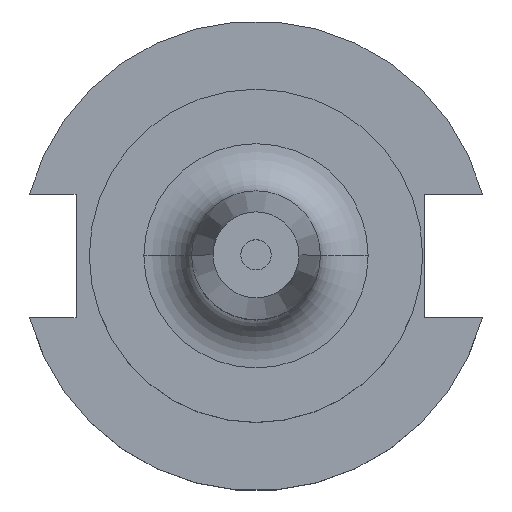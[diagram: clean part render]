
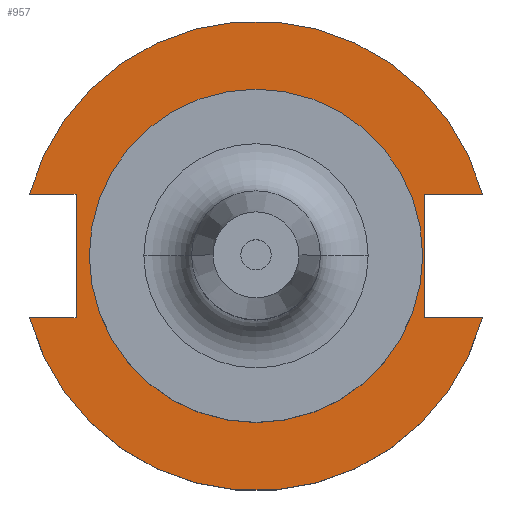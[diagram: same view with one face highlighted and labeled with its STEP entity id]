
A CAD part, top view. The second image highlights one B-rep face of the part: STEP entity #957.
In plain terms, the highlighted planar face has unit normal (0, 0, 1).
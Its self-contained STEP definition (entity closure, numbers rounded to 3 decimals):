
#5 = DIRECTION ( 'NONE',  ( 1., 0., 0. ) ) ;
#10 = CIRCLE ( 'NONE', #698, 49.212 ) ;
#28 = DIRECTION ( 'NONE',  ( 0., 0., 1. ) ) ;
#39 = CARTESIAN_POINT ( 'NONE',  ( 0., 0., 19.05 ) ) ;
#46 = CARTESIAN_POINT ( 'NONE',  ( -37.719, 12.954, 19.05 ) ) ;
#63 = VECTOR ( 'NONE', #589, 1000. ) ;
#95 = CARTESIAN_POINT ( 'NONE',  ( -47.477, -12.954, 19.05 ) ) ;
#113 = CARTESIAN_POINT ( 'NONE',  ( -63.719, 12.954, 19.05 ) ) ;
#115 = VECTOR ( 'NONE', #1594, 1000. ) ;
#125 = DIRECTION ( 'NONE',  ( 1., 0., 0. ) ) ;
#127 = VERTEX_POINT ( 'NONE', #1022 ) ;
#132 = DIRECTION ( 'NONE',  ( 0., 0., 1. ) ) ;
#140 = CARTESIAN_POINT ( 'NONE',  ( 0., 0., 19.05 ) ) ;
#148 = LINE ( 'NONE', #714, #835 ) ;
#150 = EDGE_CURVE ( 'NONE', #983, #1430, #148, .T. ) ;
#154 = EDGE_CURVE ( 'NONE', #1158, #677, #437, .T. ) ;
#187 = CARTESIAN_POINT ( 'NONE',  ( 0., 49.212, 19.05 ) ) ;
#190 = CARTESIAN_POINT ( 'NONE',  ( 47.477, -12.954, 19.05 ) ) ;
#195 = CIRCLE ( 'NONE', #1371, 49.212 ) ;
#274 = FACE_BOUND ( 'NONE', #333, .T. ) ;
#306 = ORIENTED_EDGE ( 'NONE', *, *, #1159, .T. ) ;
#333 = EDGE_LOOP ( 'NONE', ( #718, #1377 ) ) ;
#350 = VERTEX_POINT ( 'NONE', #1000 ) ;
#357 = CARTESIAN_POINT ( 'NONE',  ( 35.306, 12.954, 19.05 ) ) ;
#437 = LINE ( 'NONE', #659, #63 ) ;
#501 = LINE ( 'NONE', #1153, #115 ) ;
#513 = CARTESIAN_POINT ( 'NONE',  ( -34.925, 0., 19.05 ) ) ;
#534 = VERTEX_POINT ( 'NONE', #1244 ) ;
#542 = DIRECTION ( 'NONE',  ( -1., 0., 0. ) ) ;
#558 = EDGE_CURVE ( 'NONE', #350, #1158, #1222, .T. ) ;
#589 = DIRECTION ( 'NONE',  ( 0., -1., 0. ) ) ;
#600 = VERTEX_POINT ( 'NONE', #95 ) ;
#637 = ORIENTED_EDGE ( 'NONE', *, *, #1179, .F. ) ;
#659 = CARTESIAN_POINT ( 'NONE',  ( 35.306, 12.954, 19.05 ) ) ;
#666 = CIRCLE ( 'NONE', #1116, 34.925 ) ;
#677 = VERTEX_POINT ( 'NONE', #946 ) ;
#692 = ORIENTED_EDGE ( 'NONE', *, *, #794, .F. ) ;
#693 = DIRECTION ( 'NONE',  ( 0., 1., 0. ) ) ;
#698 = AXIS2_PLACEMENT_3D ( 'NONE', #1033, #1021, #1007 ) ;
#714 = CARTESIAN_POINT ( 'NONE',  ( -37.719, 12.954, 19.05 ) ) ;
#718 = ORIENTED_EDGE ( 'NONE', *, *, #1030, .F. ) ;
#739 = ORIENTED_EDGE ( 'NONE', *, *, #1416, .F. ) ;
#794 = EDGE_CURVE ( 'NONE', #600, #983, #501, .T. ) ;
#835 = VECTOR ( 'NONE', #693, 1000. ) ;
#940 = ORIENTED_EDGE ( 'NONE', *, *, #154, .F. ) ;
#946 = CARTESIAN_POINT ( 'NONE',  ( 35.306, -12.954, 19.05 ) ) ;
#951 = FACE_OUTER_BOUND ( 'NONE', #990, .T. ) ;
#957 = ADVANCED_FACE ( 'NONE', ( #274, #951 ), #1747, .T. ) ;
#983 = VERTEX_POINT ( 'NONE', #1637 ) ;
#990 = EDGE_LOOP ( 'NONE', ( #306, #637, #940, #1250, #1205, #739, #1399, #692 ) ) ;
#991 = DIRECTION ( 'NONE',  ( 1., 0., 0. ) ) ;
#996 = CARTESIAN_POINT ( 'NONE',  ( 35.306, -12.954, 19.05 ) ) ;
#1000 = CARTESIAN_POINT ( 'NONE',  ( 47.477, 12.954, 19.05 ) ) ;
#1007 = DIRECTION ( 'NONE',  ( 1., 0., 0. ) ) ;
#1021 = DIRECTION ( 'NONE',  ( 0., 0., 1. ) ) ;
#1022 = CARTESIAN_POINT ( 'NONE',  ( 34.925, 0., 19.05 ) ) ;
#1030 = EDGE_CURVE ( 'NONE', #127, #1334, #1266, .T. ) ;
#1033 = CARTESIAN_POINT ( 'NONE',  ( 0., 0., 19.05 ) ) ;
#1050 = LINE ( 'NONE', #996, #1144 ) ;
#1116 = AXIS2_PLACEMENT_3D ( 'NONE', #140, #132, #125 ) ;
#1125 = CARTESIAN_POINT ( 'NONE',  ( 35.306, 12.954, 19.05 ) ) ;
#1144 = VECTOR ( 'NONE', #991, 1000. ) ;
#1153 = CARTESIAN_POINT ( 'NONE',  ( -63.719, -12.954, 19.05 ) ) ;
#1158 = VERTEX_POINT ( 'NONE', #1125 ) ;
#1159 = EDGE_CURVE ( 'NONE', #600, #1359, #10, .T. ) ;
#1179 = EDGE_CURVE ( 'NONE', #677, #1359, #1050, .T. ) ;
#1205 = ORIENTED_EDGE ( 'NONE', *, *, #1393, .T. ) ;
#1222 = LINE ( 'NONE', #357, #1578 ) ;
#1244 = CARTESIAN_POINT ( 'NONE',  ( -47.477, 12.954, 19.05 ) ) ;
#1250 = ORIENTED_EDGE ( 'NONE', *, *, #558, .F. ) ;
#1262 = AXIS2_PLACEMENT_3D ( 'NONE', #187, #1736, #1730 ) ;
#1266 = CIRCLE ( 'NONE', #1706, 34.925 ) ;
#1307 = LINE ( 'NONE', #113, #1535 ) ;
#1334 = VERTEX_POINT ( 'NONE', #513 ) ;
#1359 = VERTEX_POINT ( 'NONE', #190 ) ;
#1371 = AXIS2_PLACEMENT_3D ( 'NONE', #39, #28, #5 ) ;
#1377 = ORIENTED_EDGE ( 'NONE', *, *, #1570, .F. ) ;
#1393 = EDGE_CURVE ( 'NONE', #350, #534, #195, .T. ) ;
#1399 = ORIENTED_EDGE ( 'NONE', *, *, #150, .F. ) ;
#1412 = DIRECTION ( 'NONE',  ( 1., 0., 0. ) ) ;
#1416 = EDGE_CURVE ( 'NONE', #1430, #534, #1307, .T. ) ;
#1427 = DIRECTION ( 'NONE',  ( 0., 0., 1. ) ) ;
#1430 = VERTEX_POINT ( 'NONE', #46 ) ;
#1443 = CARTESIAN_POINT ( 'NONE',  ( 0., 0., 19.05 ) ) ;
#1535 = VECTOR ( 'NONE', #1608, 1000. ) ;
#1570 = EDGE_CURVE ( 'NONE', #1334, #127, #666, .T. ) ;
#1578 = VECTOR ( 'NONE', #542, 1000. ) ;
#1594 = DIRECTION ( 'NONE',  ( 1., 0., 0. ) ) ;
#1608 = DIRECTION ( 'NONE',  ( -1., 0., 0. ) ) ;
#1637 = CARTESIAN_POINT ( 'NONE',  ( -37.719, -12.954, 19.05 ) ) ;
#1706 = AXIS2_PLACEMENT_3D ( 'NONE', #1443, #1427, #1412 ) ;
#1730 = DIRECTION ( 'NONE',  ( 1., 0., 0. ) ) ;
#1736 = DIRECTION ( 'NONE',  ( 0., 0., 1. ) ) ;
#1747 = PLANE ( 'NONE',  #1262 ) ;
